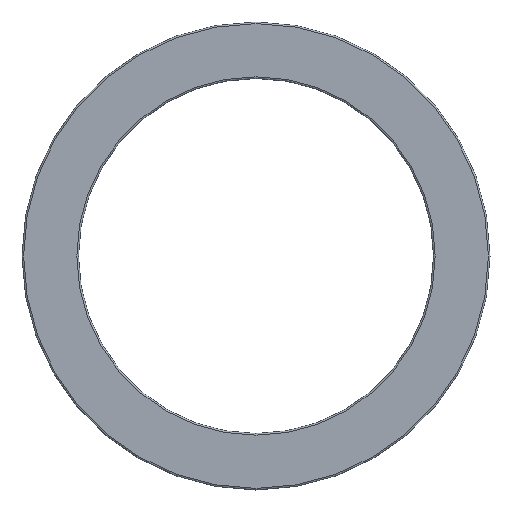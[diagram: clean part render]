
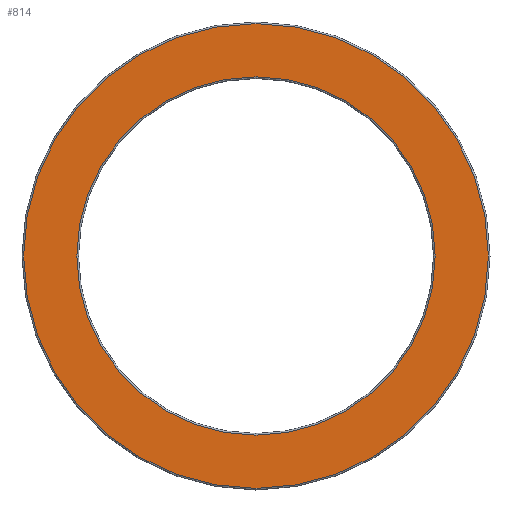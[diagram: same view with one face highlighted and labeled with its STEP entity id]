
A CAD part, left-side view. The second image highlights one B-rep face of the part: STEP entity #814.
In plain terms, the highlighted planar face has unit normal (-1, 0, 0).
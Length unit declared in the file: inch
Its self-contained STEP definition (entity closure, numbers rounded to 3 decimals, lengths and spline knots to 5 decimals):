
#2 = DIRECTION ( 'NONE',  ( -1., 0., 0. ) ) ;
#7 = FACE_BOUND ( 'NONE', #174, .T. ) ;
#19 = ORIENTED_EDGE ( 'NONE', *, *, #555, .F. ) ;
#40 = DIRECTION ( 'NONE',  ( 1., 0., 0. ) ) ;
#60 = ORIENTED_EDGE ( 'NONE', *, *, #639, .T. ) ;
#61 = AXIS2_PLACEMENT_3D ( 'NONE', #445, #2, #321 ) ;
#163 = CARTESIAN_POINT ( 'NONE',  ( -0.492, 0., 2.8345 ) ) ;
#174 = EDGE_LOOP ( 'NONE', ( #19 ) ) ;
#178 = VERTEX_POINT ( 'NONE', #477 ) ;
#195 = AXIS2_PLACEMENT_3D ( 'NONE', #390, #507, #342 ) ;
#222 = PLANE ( 'NONE',  #762 ) ;
#296 = CIRCLE ( 'NONE', #195, 2.8345 ) ;
#321 = DIRECTION ( 'NONE',  ( 0., 0., 1. ) ) ;
#342 = DIRECTION ( 'NONE',  ( 0., 0., 1. ) ) ;
#358 = CARTESIAN_POINT ( 'NONE',  ( -0.492, 0., 0. ) ) ;
#373 = VERTEX_POINT ( 'NONE', #163 ) ;
#390 = CARTESIAN_POINT ( 'NONE',  ( -0.492, 0., 0. ) ) ;
#445 = CARTESIAN_POINT ( 'NONE',  ( -0.492, 0., 0. ) ) ;
#477 = CARTESIAN_POINT ( 'NONE',  ( -0.492, 0., 2.1855 ) ) ;
#507 = DIRECTION ( 'NONE',  ( -1., 0., 0. ) ) ;
#555 = EDGE_CURVE ( 'NONE', #178, #178, #633, .T. ) ;
#589 = DIRECTION ( 'NONE',  ( 0., 0., -1. ) ) ;
#590 = FACE_OUTER_BOUND ( 'NONE', #732, .T. ) ;
#633 = CIRCLE ( 'NONE', #61, 2.1855 ) ;
#639 = EDGE_CURVE ( 'NONE', #373, #373, #296, .T. ) ;
#732 = EDGE_LOOP ( 'NONE', ( #60 ) ) ;
#762 = AXIS2_PLACEMENT_3D ( 'NONE', #358, #40, #589 ) ;
#814 = ADVANCED_FACE ( 'NONE', ( #7, #590 ), #222, .F. ) ;
